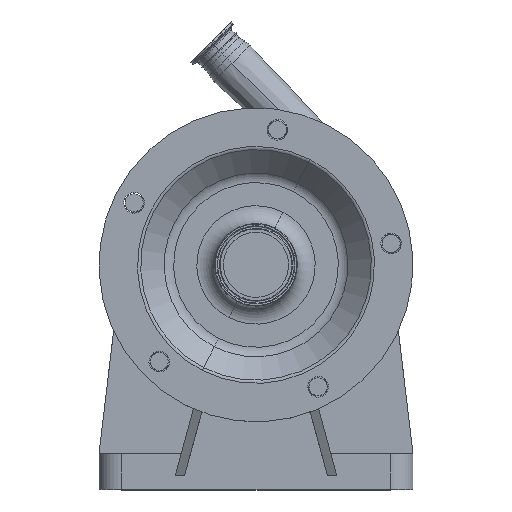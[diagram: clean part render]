
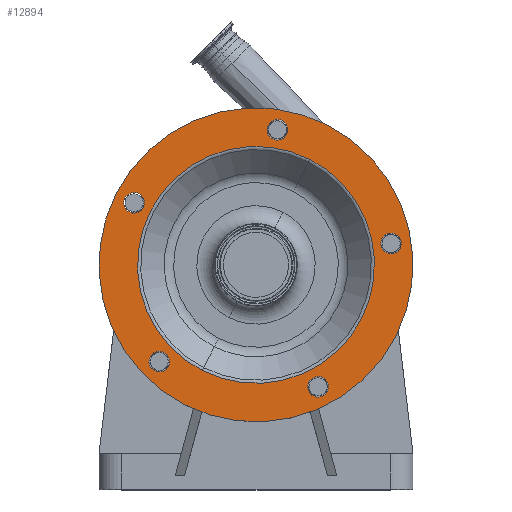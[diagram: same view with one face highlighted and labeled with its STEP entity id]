
A CAD part, top view. The second image highlights one B-rep face of the part: STEP entity #12894.
In plain terms, the highlighted planar face has unit normal (0, 0, 1).
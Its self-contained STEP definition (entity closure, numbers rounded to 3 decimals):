
#22 = EDGE_CURVE ( 'NONE', #9283, #12664, #1305, .T. ) ;
#218 = VERTEX_POINT ( 'NONE', #1464 ) ;
#392 = DIRECTION ( 'NONE',  ( 0.454, 0.891, 0. ) ) ;
#501 = FACE_BOUND ( 'NONE', #1662, .T. ) ;
#554 = VERTEX_POINT ( 'NONE', #2204 ) ;
#652 = CIRCLE ( 'NONE', #11202, 11.5 ) ;
#1090 = CIRCLE ( 'NONE', #13386, 11.5 ) ;
#1114 = CARTESIAN_POINT ( 'NONE',  ( 145.402, 13.61, 289.5 ) ) ;
#1116 = EDGE_CURVE ( 'NONE', #1414, #1162, #652, .T. ) ;
#1162 = VERTEX_POINT ( 'NONE', #6460 ) ;
#1305 = CIRCLE ( 'NONE', #6363, 11.5 ) ;
#1358 = DIRECTION ( 'NONE',  ( 0.454, 0.891, 0. ) ) ;
#1414 = VERTEX_POINT ( 'NONE', #1114 ) ;
#1464 = CARTESIAN_POINT ( 'NONE',  ( -79.448, -155.926, 289.5 ) ) ;
#1471 = AXIS2_PLACEMENT_3D ( 'NONE', #12706, #3468, #1358 ) ;
#1662 = EDGE_LOOP ( 'NONE', ( #5073, #11370 ) ) ;
#2032 = CIRCLE ( 'NONE', #11949, 175. ) ;
#2079 = ORIENTED_EDGE ( 'NONE', *, *, #7892, .F. ) ;
#2204 = CARTESIAN_POINT ( 'NONE',  ( -113.055, -118.08, 289.5 ) ) ;
#2272 = AXIS2_PLACEMENT_3D ( 'NONE', #6809, #2528, #392 ) ;
#2275 = ORIENTED_EDGE ( 'NONE', *, *, #6004, .F. ) ;
#2471 = EDGE_CURVE ( 'NONE', #9374, #554, #1090, .T. ) ;
#2528 = DIRECTION ( 'NONE',  ( 0., 0., 1. ) ) ;
#2598 = CARTESIAN_POINT ( 'NONE',  ( 0., 0., 289.5 ) ) ;
#2639 = DIRECTION ( 'NONE',  ( 0.454, 0.891, 0. ) ) ;
#2735 = CIRCLE ( 'NONE', #6253, 11.5 ) ;
#2779 = ORIENTED_EDGE ( 'NONE', *, *, #10492, .T. ) ;
#2838 = CARTESIAN_POINT ( 'NONE',  ( 69.234, -135.878, 289.5 ) ) ;
#2972 = EDGE_CURVE ( 'NONE', #12024, #6471, #12357, .T. ) ;
#3006 = ORIENTED_EDGE ( 'NONE', *, *, #4280, .T. ) ;
#3059 = CARTESIAN_POINT ( 'NONE',  ( 0., 0., 289.5 ) ) ;
#3286 = AXIS2_PLACEMENT_3D ( 'NONE', #2598, #10050, #4739 ) ;
#3330 = CARTESIAN_POINT ( 'NONE',  ( 29.077, 160.869, 289.5 ) ) ;
#3407 = DIRECTION ( 'NONE',  ( 0.454, 0.891, 0. ) ) ;
#3468 = DIRECTION ( 'NONE',  ( 0., 0., 1. ) ) ;
#3511 = AXIS2_PLACEMENT_3D ( 'NONE', #6717, #13026, #3528 ) ;
#3521 = CARTESIAN_POINT ( 'NONE',  ( -59.959, -117.676, 289.5 ) ) ;
#3524 = FACE_BOUND ( 'NONE', #3668, .T. ) ;
#3528 = DIRECTION ( 'NONE',  ( 0.454, 0.891, 0. ) ) ;
#3544 = EDGE_LOOP ( 'NONE', ( #13361, #11731 ) ) ;
#3600 = VERTEX_POINT ( 'NONE', #3521 ) ;
#3668 = EDGE_LOOP ( 'NONE', ( #5809, #9250 ) ) ;
#3971 = DIRECTION ( 'NONE',  ( 0.454, 0.891, 0. ) ) ;
#4000 = AXIS2_PLACEMENT_3D ( 'NONE', #11389, #13519, #12485 ) ;
#4028 = DIRECTION ( 'NONE',  ( 0., 0., -1. ) ) ;
#4035 = DIRECTION ( 'NONE',  ( 0., 0., 1. ) ) ;
#4263 = AXIS2_PLACEMENT_3D ( 'NONE', #11306, #12402, #9317 ) ;
#4280 = EDGE_CURVE ( 'NONE', #3600, #13566, #12638, .T. ) ;
#4551 = DIRECTION ( 'NONE',  ( 0., 0., -1. ) ) ;
#4739 = DIRECTION ( 'NONE',  ( -0.454, -0.891, 0. ) ) ;
#4776 = CIRCLE ( 'NONE', #1471, 11.5 ) ;
#5073 = ORIENTED_EDGE ( 'NONE', *, *, #10053, .F. ) ;
#5125 = VERTEX_POINT ( 'NONE', #11593 ) ;
#5299 = ORIENTED_EDGE ( 'NONE', *, *, #7534, .F. ) ;
#5443 = CARTESIAN_POINT ( 'NONE',  ( -141.099, 58.987, 289.5 ) ) ;
#5730 = FACE_BOUND ( 'NONE', #5821, .T. ) ;
#5809 = ORIENTED_EDGE ( 'NONE', *, *, #8710, .F. ) ;
#5821 = EDGE_LOOP ( 'NONE', ( #7799, #7134 ) ) ;
#5947 = CIRCLE ( 'NONE', #3511, 11.5 ) ;
#6004 = EDGE_CURVE ( 'NONE', #1162, #1414, #4776, .T. ) ;
#6253 = AXIS2_PLACEMENT_3D ( 'NONE', #12774, #7415, #3407 ) ;
#6312 = VERTEX_POINT ( 'NONE', #11375 ) ;
#6363 = AXIS2_PLACEMENT_3D ( 'NONE', #6434, #10560, #11578 ) ;
#6434 = CARTESIAN_POINT ( 'NONE',  ( -135.878, 69.234, 289.5 ) ) ;
#6460 = CARTESIAN_POINT ( 'NONE',  ( 155.843, 34.103, 289.5 ) ) ;
#6471 = VERTEX_POINT ( 'NONE', #3330 ) ;
#6717 = CARTESIAN_POINT ( 'NONE',  ( 23.856, 150.622, 289.5 ) ) ;
#6809 = CARTESIAN_POINT ( 'NONE',  ( -107.834, -107.834, 289.5 ) ) ;
#6913 = PLANE ( 'NONE',  #9794 ) ;
#7134 = ORIENTED_EDGE ( 'NONE', *, *, #2972, .F. ) ;
#7145 = AXIS2_PLACEMENT_3D ( 'NONE', #9788, #4551, #8751 ) ;
#7184 = ORIENTED_EDGE ( 'NONE', *, *, #1116, .F. ) ;
#7244 = CIRCLE ( 'NONE', #3286, 132.071 ) ;
#7284 = CARTESIAN_POINT ( 'NONE',  ( -130.658, 79.48, 289.5 ) ) ;
#7328 = EDGE_CURVE ( 'NONE', #554, #9374, #13035, .T. ) ;
#7415 = DIRECTION ( 'NONE',  ( 0., 0., 1. ) ) ;
#7520 = CARTESIAN_POINT ( 'NONE',  ( 79.448, 155.926, 289.5 ) ) ;
#7534 = EDGE_CURVE ( 'NONE', #218, #10191, #2032, .T. ) ;
#7617 = EDGE_LOOP ( 'NONE', ( #5299, #2079 ) ) ;
#7672 = CARTESIAN_POINT ( 'NONE',  ( 59.959, 117.676, 289.5 ) ) ;
#7790 = CARTESIAN_POINT ( 'NONE',  ( -102.613, -97.587, 289.5 ) ) ;
#7799 = ORIENTED_EDGE ( 'NONE', *, *, #10805, .F. ) ;
#7876 = DIRECTION ( 'NONE',  ( 0., 0., -1. ) ) ;
#7891 = CIRCLE ( 'NONE', #13584, 11.5 ) ;
#7892 = EDGE_CURVE ( 'NONE', #10191, #218, #7999, .T. ) ;
#7999 = CIRCLE ( 'NONE', #4263, 175. ) ;
#8012 = FACE_BOUND ( 'NONE', #3544, .T. ) ;
#8104 = DIRECTION ( 'NONE',  ( -0.454, -0.891, 0. ) ) ;
#8235 = EDGE_LOOP ( 'NONE', ( #3006, #2779 ) ) ;
#8284 = CARTESIAN_POINT ( 'NONE',  ( -107.834, -107.834, 289.5 ) ) ;
#8333 = CIRCLE ( 'NONE', #10752, 11.5 ) ;
#8710 = EDGE_CURVE ( 'NONE', #12664, #9283, #2735, .T. ) ;
#8751 = DIRECTION ( 'NONE',  ( -0.454, -0.891, 0. ) ) ;
#8773 = FACE_OUTER_BOUND ( 'NONE', #7617, .T. ) ;
#9046 = FACE_BOUND ( 'NONE', #13296, .T. ) ;
#9250 = ORIENTED_EDGE ( 'NONE', *, *, #22, .F. ) ;
#9283 = VERTEX_POINT ( 'NONE', #5443 ) ;
#9317 = DIRECTION ( 'NONE',  ( -0.454, -0.891, 0. ) ) ;
#9374 = VERTEX_POINT ( 'NONE', #7790 ) ;
#9788 = CARTESIAN_POINT ( 'NONE',  ( 0., 0., 289.5 ) ) ;
#9794 = AXIS2_PLACEMENT_3D ( 'NONE', #13219, #7876, #11033 ) ;
#9875 = FACE_BOUND ( 'NONE', #8235, .T. ) ;
#10050 = DIRECTION ( 'NONE',  ( 0., 0., -1. ) ) ;
#10053 = EDGE_CURVE ( 'NONE', #5125, #6312, #8333, .T. ) ;
#10183 = DIRECTION ( 'NONE',  ( 0., 0., 1. ) ) ;
#10191 = VERTEX_POINT ( 'NONE', #7520 ) ;
#10492 = EDGE_CURVE ( 'NONE', #13566, #3600, #7244, .T. ) ;
#10560 = DIRECTION ( 'NONE',  ( 0., 0., 1. ) ) ;
#10752 = AXIS2_PLACEMENT_3D ( 'NONE', #2838, #13099, #2639 ) ;
#10805 = EDGE_CURVE ( 'NONE', #6471, #12024, #5947, .T. ) ;
#11033 = DIRECTION ( 'NONE',  ( -0.454, -0.891, 0. ) ) ;
#11202 = AXIS2_PLACEMENT_3D ( 'NONE', #13454, #4035, #12958 ) ;
#11306 = CARTESIAN_POINT ( 'NONE',  ( 0., 0., 289.5 ) ) ;
#11370 = ORIENTED_EDGE ( 'NONE', *, *, #12567, .F. ) ;
#11375 = CARTESIAN_POINT ( 'NONE',  ( 64.013, -146.125, 289.5 ) ) ;
#11389 = CARTESIAN_POINT ( 'NONE',  ( 23.856, 150.622, 289.5 ) ) ;
#11578 = DIRECTION ( 'NONE',  ( 0.454, 0.891, 0. ) ) ;
#11593 = CARTESIAN_POINT ( 'NONE',  ( 74.454, -125.632, 289.5 ) ) ;
#11731 = ORIENTED_EDGE ( 'NONE', *, *, #7328, .F. ) ;
#11949 = AXIS2_PLACEMENT_3D ( 'NONE', #3059, #4028, #8104 ) ;
#12024 = VERTEX_POINT ( 'NONE', #12146 ) ;
#12146 = CARTESIAN_POINT ( 'NONE',  ( 18.635, 140.376, 289.5 ) ) ;
#12294 = CARTESIAN_POINT ( 'NONE',  ( 69.234, -135.878, 289.5 ) ) ;
#12332 = DIRECTION ( 'NONE',  ( 0.454, 0.891, 0. ) ) ;
#12357 = CIRCLE ( 'NONE', #4000, 11.5 ) ;
#12402 = DIRECTION ( 'NONE',  ( 0., 0., -1. ) ) ;
#12485 = DIRECTION ( 'NONE',  ( 0.454, 0.891, 0. ) ) ;
#12567 = EDGE_CURVE ( 'NONE', #6312, #5125, #7891, .T. ) ;
#12638 = CIRCLE ( 'NONE', #7145, 132.071 ) ;
#12664 = VERTEX_POINT ( 'NONE', #7284 ) ;
#12706 = CARTESIAN_POINT ( 'NONE',  ( 150.622, 23.856, 289.5 ) ) ;
#12774 = CARTESIAN_POINT ( 'NONE',  ( -135.878, 69.234, 289.5 ) ) ;
#12894 = ADVANCED_FACE ( 'NONE', ( #8012, #501, #9046, #5730, #9875, #8773, #3524 ), #6913, .F. ) ;
#12958 = DIRECTION ( 'NONE',  ( 0.454, 0.891, 0. ) ) ;
#13026 = DIRECTION ( 'NONE',  ( 0., 0., 1. ) ) ;
#13035 = CIRCLE ( 'NONE', #2272, 11.5 ) ;
#13099 = DIRECTION ( 'NONE',  ( 0., 0., 1. ) ) ;
#13219 = CARTESIAN_POINT ( 'NONE',  ( -155.926, 79.448, 289.5 ) ) ;
#13296 = EDGE_LOOP ( 'NONE', ( #2275, #7184 ) ) ;
#13297 = DIRECTION ( 'NONE',  ( 0., 0., 1. ) ) ;
#13361 = ORIENTED_EDGE ( 'NONE', *, *, #2471, .F. ) ;
#13386 = AXIS2_PLACEMENT_3D ( 'NONE', #8284, #13297, #12332 ) ;
#13454 = CARTESIAN_POINT ( 'NONE',  ( 150.622, 23.856, 289.5 ) ) ;
#13519 = DIRECTION ( 'NONE',  ( 0., 0., 1. ) ) ;
#13566 = VERTEX_POINT ( 'NONE', #7672 ) ;
#13584 = AXIS2_PLACEMENT_3D ( 'NONE', #12294, #10183, #3971 ) ;
